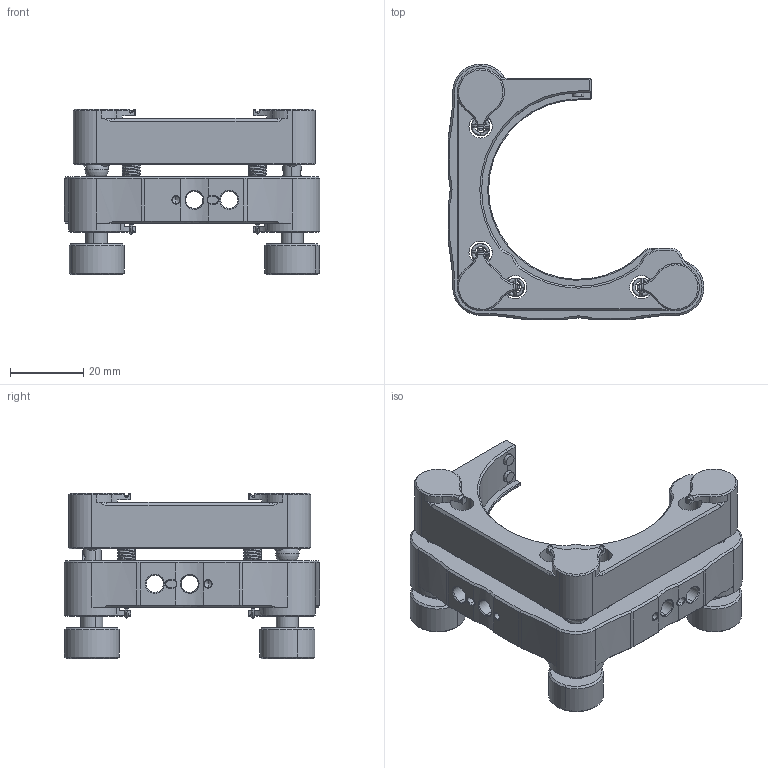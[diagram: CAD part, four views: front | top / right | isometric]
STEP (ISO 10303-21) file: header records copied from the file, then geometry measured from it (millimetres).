
FILE_DESCRIPTION (( 'STEP AP203' ), '1' );
FILE_NAME ('1.1.19.28-ZJD-K2.0-3L.STEP', '2024-05-31T06:27:07', ( '' ), ( '' ), 'SwSTEP 2.0', 'SolidWorks 2021', '' );
FILE_SCHEMA (( 'CONFIG_CONTROL_DESIGN' ));
Length unit declared in the file: millimetre
Products named in the file (11): 36.1，440c不锈钢滚珠_36.1.6_GZ-B4; 1.1.19.37.1_开口式不锈钢光学调整架前面板，用于φ2英寸光学元件，左手系; 替代进口不锈钢光学调整架挠性臂后面板，用于φ2英寸光学元件，A_1.1.20.10.2，替代进口不锈钢光学调整架挠性臂后面板，用于φ2英寸光学元件，三轴，A; 32.5.1-6，蓝宝石垫片，A_32.5.3-QL-φ4x0.6; 1.1.19.28-ZJD-K2.0-3L; 31.1.31_TL-φ5x23-0.8，2_φ5x17-0.8，双向拉簧，A; 30.8.8-14，M4尼龙头顶丝，A_30.8.8-LNJ4*4; DXG，平面螺纹旋钮_3.2.10.19-DXG-M0625-15-8.5S; DXVS，真空型M6x0.25六角调节器，零部件，Rev.A_3.2.11.2.1-DXVS-0625-26.6; 36.1，440c不锈钢滚珠_36.1.35_GZ-B6.35; DXVS，真空M6x0.25细牙螺丝，Rev.A_3.2.11.2-DXVS-0625-26.6
Assembly tree (23 placements, depth 3):
  1.1.19.28-ZJD-K2.0-3L
    替代进口不锈钢光学调整架挠性臂后面板，用于φ2英寸光学元件，A_1.1.20.10.2，替代进口不锈钢光学调整架挠性臂后面板，用于φ2英寸光学元件，三轴，A
    1.1.19.37.1_开口式不锈钢光学调整架前面板，用于φ2英寸光学元件，左手系
    32.5.1-6，蓝宝石垫片，A_32.5.3-QL-φ4x0.6  x6
    DXG，平面螺纹旋钮_3.2.10.19-DXG-M0625-15-8.5S  x3
    DXVS，真空M6x0.25细牙螺丝，Rev.A_3.2.11.2-DXVS-0625-26.6  x3
      DXVS，真空型M6x0.25六角调节器，零部件，Rev.A_3.2.11.2.1-DXVS-0625-26.6
      36.1，440c不锈钢滚珠_36.1.6_GZ-B4
    31.1.31_TL-φ5x23-0.8，2_φ5x17-0.8，双向拉簧，A  x4
    30.8.8-14，M4尼龙头顶丝，A_30.8.8-LNJ4*4  x2
    36.1，440c不锈钢滚珠_36.1.35_GZ-B6.35
Bounding box: 69.85 x 69.85 x 45.25 mm (x, y, z)
Volume: 39321.8 mm3; surface area: 24212.7 mm2
Topology: 24 solids, 24 shells, 794 faces, 2020 edges, 1265 vertices
Faces by surface type: cone 244, plane 217, cylinder 205, bspline 66, torus 54, sphere 8
Entity records: 29056 total; most frequent: CARTESIAN_POINT 13422, ORIENTED_EDGE 3040, DIRECTION 2929, EDGE_CURVE 1520, AXIS2_PLACEMENT_3D 1176, VERTEX_POINT 957, EDGE_LOOP 621, CIRCLE 616
